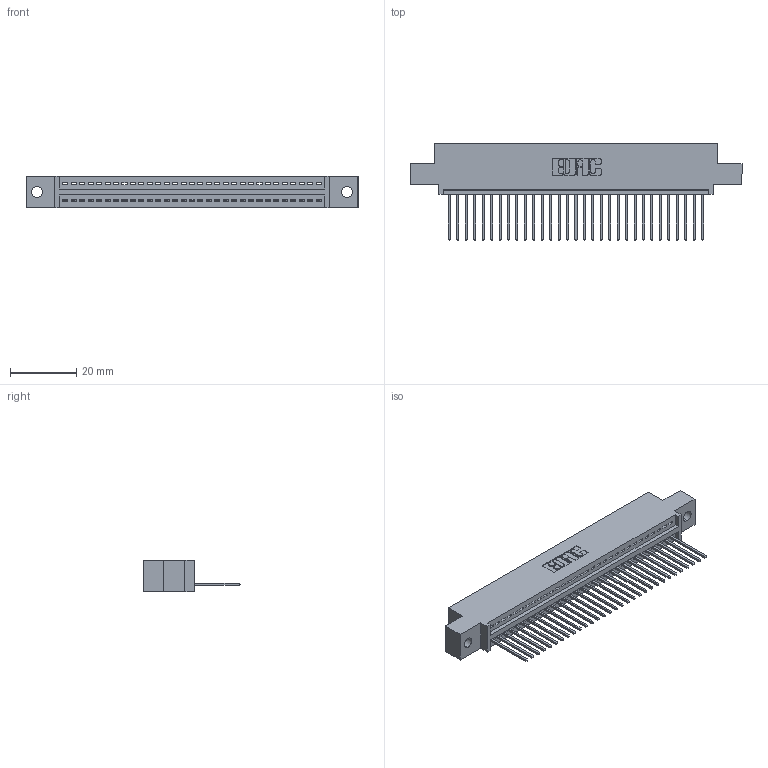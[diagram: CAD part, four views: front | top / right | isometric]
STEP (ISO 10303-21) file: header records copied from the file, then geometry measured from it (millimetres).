
FILE_DESCRIPTION (( 'STEP AP203' ), '1' );
FILE_NAME ('395-031-540-402.STEP', '2018-11-12T15:43:33', ( '' ), ( '' ), 'SwSTEP 2.0', 'SolidWorks 2016', '' );
FILE_SCHEMA (( 'CONFIG_CONTROL_DESIGN' ));
Length unit declared in the file: inch
Products named in the file (3): 345-292-001_345-293-140; 395-031-540-402; 345 Part_0.110 Offset - 0.128 Dia
Assembly tree (32 placements, depth 2):
  395-031-540-402
    345 Part_0.110 Offset - 0.128 Dia
    345-292-001_345-293-140  x31
Bounding box: 99.95 x 29.13 x 9.4 mm (x, y, z)
Volume: 9335.1 mm3; surface area: 12368.4 mm2
Topology: 32 solids, 32 shells, 1928 faces, 5809 edges, 3830 vertices
Faces by surface type: plane 1324, cylinder 604
Entity records: 24965 total; most frequent: CARTESIAN_POINT 4333, ORIENTED_EDGE 4298, DIRECTION 3799, EDGE_CURVE 2149, VECTOR 1893, LINE 1893, VERTEX_POINT 1430, AXIS2_PLACEMENT_3D 953
